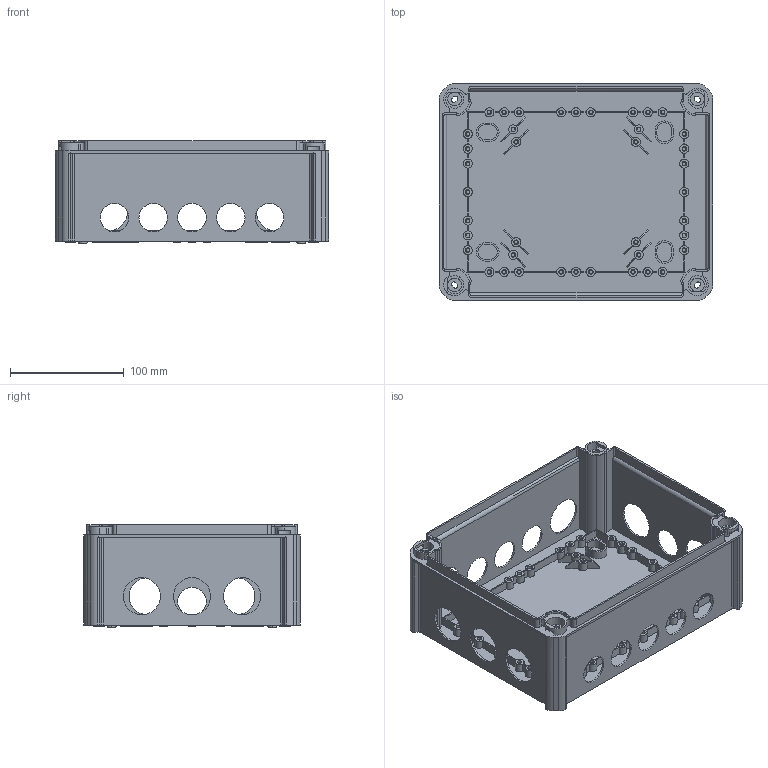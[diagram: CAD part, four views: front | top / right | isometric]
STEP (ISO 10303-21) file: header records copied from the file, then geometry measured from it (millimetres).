
FILE_DESCRIPTION (( 'STEP AP214' ), '1' );
FILE_NAME ('Òåëî êîðïóñà.STEP', '2022-02-20T14:04:27', ( '' ), ( '' ), 'SwSTEP 2.0', 'SolidWorks 2020', '' );
FILE_SCHEMA (( 'AUTOMOTIVE_DESIGN' ));
Length unit declared in the file: millimetre
Products named in the file (1): Òåëî êîðïóñà
Bounding box: 240 x 190 x 90 mm (x, y, z)
Volume: 263499.8 mm3; surface area: 282512.8 mm2
Topology: 1 solids, 1 shells, 1351 faces, 3337 edges, 2108 vertices
Faces by surface type: plane 738, cylinder 533, torus 80
Entity records: 40333 total; most frequent: DIRECTION 7525, CARTESIAN_POINT 6893, ORIENTED_EDGE 6674, EDGE_CURVE 3337, AXIS2_PLACEMENT_3D 2844, VERTEX_POINT 2108, LINE 1837, VECTOR 1837
